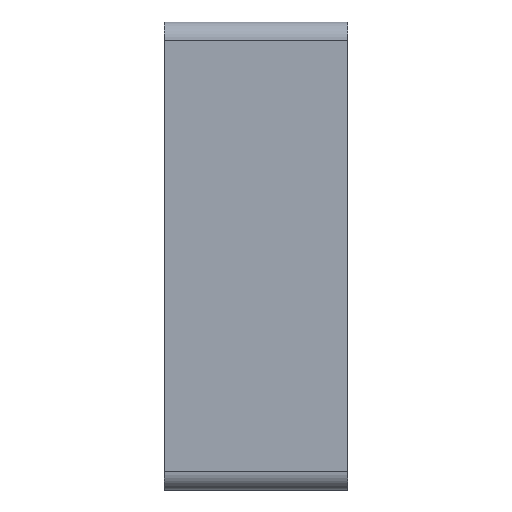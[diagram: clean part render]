
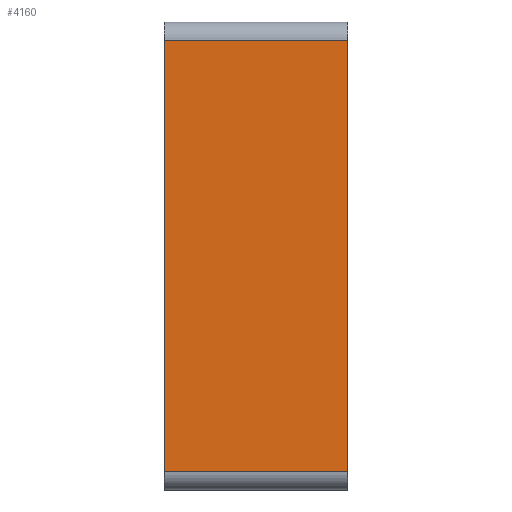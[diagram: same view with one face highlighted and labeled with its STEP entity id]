
A CAD part, front view. The second image highlights one B-rep face of the part: STEP entity #4160.
In plain terms, the highlighted planar face has unit normal (0, -1, 0).
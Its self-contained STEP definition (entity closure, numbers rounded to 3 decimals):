
#599 = CARTESIAN_POINT ( 'NONE',  ( 10., -27., 0. ) ) ;
#654 = ORIENTED_EDGE ( 'NONE', *, *, #706, .T. ) ;
#706 = EDGE_CURVE ( 'NONE', #3341, #5355, #3348, .T. ) ;
#747 = CARTESIAN_POINT ( 'NONE',  ( 0., -27., -1.5 ) ) ;
#919 = ORIENTED_EDGE ( 'NONE', *, *, #5049, .T. ) ;
#1291 = EDGE_LOOP ( 'NONE', ( #919, #6161, #3119, #654 ) ) ;
#1414 = CARTESIAN_POINT ( 'NONE',  ( 0., -27., 0. ) ) ;
#1739 = LINE ( 'NONE', #4168, #3116 ) ;
#1782 = CARTESIAN_POINT ( 'NONE',  ( 10., -27., -1.5 ) ) ;
#1896 = DIRECTION ( 'NONE',  ( 0., 0., 1. ) ) ;
#1969 = CARTESIAN_POINT ( 'NONE',  ( 10., -27., -1.5 ) ) ;
#2301 = DIRECTION ( 'NONE',  ( 0., 0., -1. ) ) ;
#2534 = LINE ( 'NONE', #1414, #6184 ) ;
#2827 = VERTEX_POINT ( 'NONE', #1782 ) ;
#3016 = PLANE ( 'NONE',  #6567 ) ;
#3116 = VECTOR ( 'NONE', #4084, 1000. ) ;
#3119 = ORIENTED_EDGE ( 'NONE', *, *, #6086, .F. ) ;
#3242 = DIRECTION ( 'NONE',  ( -1., 0., 0. ) ) ;
#3341 = VERTEX_POINT ( 'NONE', #4812 ) ;
#3348 = LINE ( 'NONE', #4592, #5788 ) ;
#3449 = FACE_OUTER_BOUND ( 'NONE', #1291, .T. ) ;
#4084 = DIRECTION ( 'NONE',  ( 0., 0., 1. ) ) ;
#4131 = DIRECTION ( 'NONE',  ( 0., -1., 0. ) ) ;
#4160 = ADVANCED_FACE ( 'NONE', ( #3449 ), #3016, .T. ) ;
#4168 = CARTESIAN_POINT ( 'NONE',  ( 10., -27., 0. ) ) ;
#4215 = CARTESIAN_POINT ( 'NONE',  ( 10., -27., -24.95 ) ) ;
#4592 = CARTESIAN_POINT ( 'NONE',  ( 10., -27., -24.95 ) ) ;
#4803 = VERTEX_POINT ( 'NONE', #747 ) ;
#4812 = CARTESIAN_POINT ( 'NONE',  ( 0., -27., -24.95 ) ) ;
#5049 = EDGE_CURVE ( 'NONE', #5355, #2827, #1739, .T. ) ;
#5355 = VERTEX_POINT ( 'NONE', #4215 ) ;
#5788 = VECTOR ( 'NONE', #5878, 1000. ) ;
#5878 = DIRECTION ( 'NONE',  ( 1., 0., 0. ) ) ;
#6032 = EDGE_CURVE ( 'NONE', #2827, #4803, #7445, .T. ) ;
#6086 = EDGE_CURVE ( 'NONE', #3341, #4803, #2534, .T. ) ;
#6161 = ORIENTED_EDGE ( 'NONE', *, *, #6032, .T. ) ;
#6184 = VECTOR ( 'NONE', #1896, 1000. ) ;
#6567 = AXIS2_PLACEMENT_3D ( 'NONE', #599, #4131, #2301 ) ;
#7200 = VECTOR ( 'NONE', #3242, 1000. ) ;
#7445 = LINE ( 'NONE', #1969, #7200 ) ;
